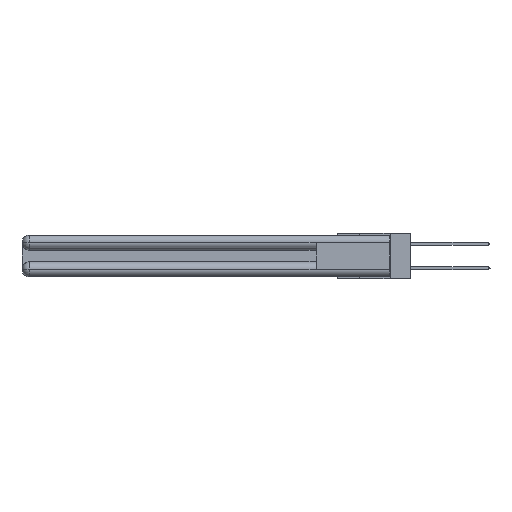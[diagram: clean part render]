
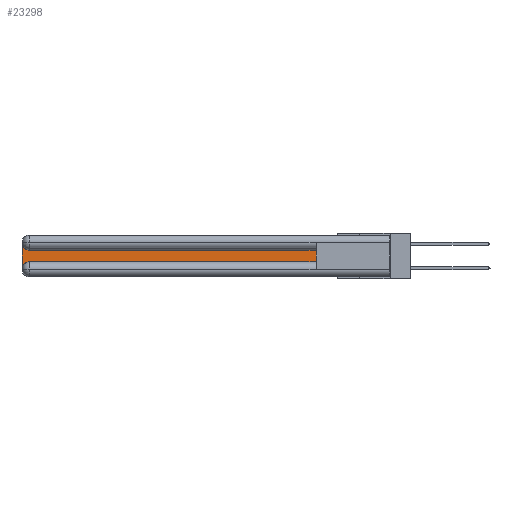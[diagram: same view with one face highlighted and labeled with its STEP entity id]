
A CAD part, left-side view. The second image highlights one B-rep face of the part: STEP entity #23298.
In plain terms, the highlighted planar face has unit normal (-1, 0, 0).
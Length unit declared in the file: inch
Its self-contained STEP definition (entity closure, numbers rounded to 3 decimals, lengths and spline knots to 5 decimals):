
#2291 = CARTESIAN_POINT ( 'NONE',  ( 0.075, 0.6, -0.2175 ) ) ;
#2439 = LINE ( 'NONE', #34239, #30120 ) ;
#4066 = CIRCLE ( 'NONE', #23213, 0.06 ) ;
#4185 = EDGE_LOOP ( 'NONE', ( #23252, #23896, #12216, #11331, #7935, #17268 ) ) ;
#4565 = DIRECTION ( 'NONE',  ( 0., 0., -1. ) ) ;
#4577 = CARTESIAN_POINT ( 'NONE',  ( 0.075, 3., -0.0625 ) ) ;
#4638 = EDGE_CURVE ( 'NONE', #27752, #15688, #15298, .T. ) ;
#5291 = DIRECTION ( 'NONE',  ( 0., 0., 1. ) ) ;
#5730 = CARTESIAN_POINT ( 'NONE',  ( 0.075, 0.6, -0.1225 ) ) ;
#6822 = DIRECTION ( 'NONE',  ( 0., -1., 0. ) ) ;
#7317 = FACE_OUTER_BOUND ( 'NONE', #4185, .T. ) ;
#7935 = ORIENTED_EDGE ( 'NONE', *, *, #4638, .T. ) ;
#7998 = VECTOR ( 'NONE', #5291, 39.37008 ) ;
#9250 = LINE ( 'NONE', #33820, #25627 ) ;
#10333 = DIRECTION ( 'NONE',  ( 0., 0., -1. ) ) ;
#10423 = CARTESIAN_POINT ( 'NONE',  ( 0.075, 2.94, -0.2775 ) ) ;
#10510 = AXIS2_PLACEMENT_3D ( 'NONE', #34160, #20772, #10333 ) ;
#11238 = DIRECTION ( 'NONE',  ( 0., 0., -1. ) ) ;
#11331 = ORIENTED_EDGE ( 'NONE', *, *, #19154, .T. ) ;
#11595 = EDGE_CURVE ( 'NONE', #15214, #15608, #2439, .T. ) ;
#12216 = ORIENTED_EDGE ( 'NONE', *, *, #34121, .T. ) ;
#12334 = CARTESIAN_POINT ( 'NONE',  ( 0.075, 2.94, -0.1225 ) ) ;
#15209 = CARTESIAN_POINT ( 'NONE',  ( 0.075, 3., -0.2775 ) ) ;
#15214 = VERTEX_POINT ( 'NONE', #5730 ) ;
#15298 = LINE ( 'NONE', #25903, #24974 ) ;
#15608 = VERTEX_POINT ( 'NONE', #12334 ) ;
#15688 = VERTEX_POINT ( 'NONE', #2291 ) ;
#15802 = CIRCLE ( 'NONE', #16726, 0.06 ) ;
#16295 = DIRECTION ( 'NONE',  ( 1., 0., 0. ) ) ;
#16726 = AXIS2_PLACEMENT_3D ( 'NONE', #10423, #16295, #11238 ) ;
#17268 = ORIENTED_EDGE ( 'NONE', *, *, #17396, .T. ) ;
#17396 = EDGE_CURVE ( 'NONE', #15688, #15214, #30228, .T. ) ;
#17865 = DIRECTION ( 'NONE',  ( 1., 0., 0. ) ) ;
#19154 = EDGE_CURVE ( 'NONE', #32447, #27752, #15802, .T. ) ;
#20719 = DIRECTION ( 'NONE',  ( 0., 1., 0. ) ) ;
#20772 = DIRECTION ( 'NONE',  ( 1., 0., 0. ) ) ;
#22919 = DIRECTION ( 'NONE',  ( 0., 0., -1. ) ) ;
#23213 = AXIS2_PLACEMENT_3D ( 'NONE', #28905, #17865, #4565 ) ;
#23252 = ORIENTED_EDGE ( 'NONE', *, *, #11595, .T. ) ;
#23298 = ADVANCED_FACE ( 'NONE', ( #7317 ), #23741, .F. ) ;
#23741 = PLANE ( 'NONE',  #10510 ) ;
#23896 = ORIENTED_EDGE ( 'NONE', *, *, #29744, .T. ) ;
#24129 = CARTESIAN_POINT ( 'NONE',  ( 0.075, 0.6, -0.2175 ) ) ;
#24974 = VECTOR ( 'NONE', #6822, 39.37008 ) ;
#25030 = CARTESIAN_POINT ( 'NONE',  ( 0.075, 2.94, -0.2175 ) ) ;
#25237 = VERTEX_POINT ( 'NONE', #4577 ) ;
#25627 = VECTOR ( 'NONE', #22919, 39.37008 ) ;
#25903 = CARTESIAN_POINT ( 'NONE',  ( 0.075, 0.6, -0.2175 ) ) ;
#27752 = VERTEX_POINT ( 'NONE', #25030 ) ;
#28905 = CARTESIAN_POINT ( 'NONE',  ( 0.075, 2.94, -0.0625 ) ) ;
#29744 = EDGE_CURVE ( 'NONE', #15608, #25237, #4066, .T. ) ;
#30120 = VECTOR ( 'NONE', #20719, 39.37008 ) ;
#30228 = LINE ( 'NONE', #24129, #7998 ) ;
#32447 = VERTEX_POINT ( 'NONE', #15209 ) ;
#33820 = CARTESIAN_POINT ( 'NONE',  ( 0.075, 3., -0.2175 ) ) ;
#34121 = EDGE_CURVE ( 'NONE', #25237, #32447, #9250, .T. ) ;
#34160 = CARTESIAN_POINT ( 'NONE',  ( 0.075, 3., -0.1225 ) ) ;
#34239 = CARTESIAN_POINT ( 'NONE',  ( 0.075, 0.6, -0.1225 ) ) ;
